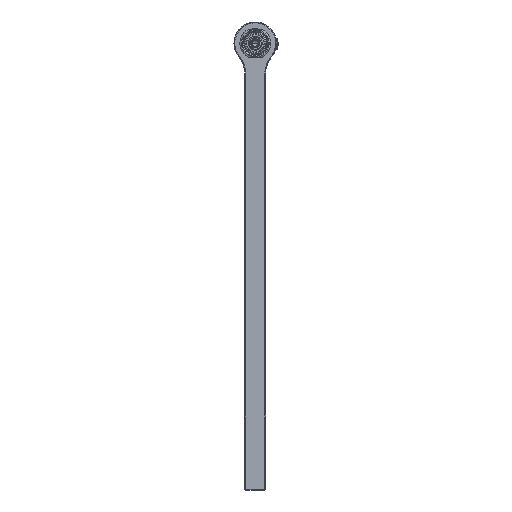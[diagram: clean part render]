
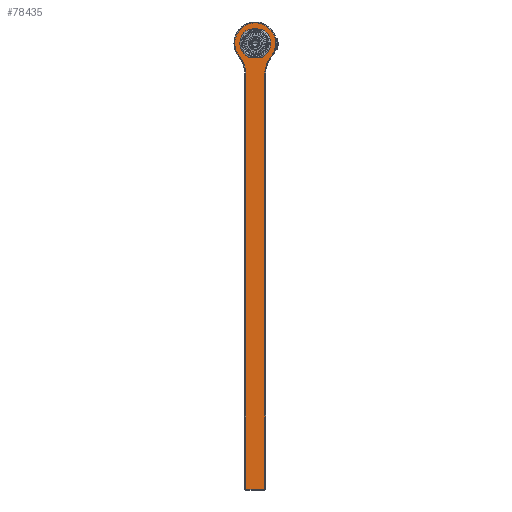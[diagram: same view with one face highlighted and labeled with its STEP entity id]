
A CAD part, top view. The second image highlights one B-rep face of the part: STEP entity #78435.
In plain terms, the highlighted planar face has unit normal (0, 0, 1).
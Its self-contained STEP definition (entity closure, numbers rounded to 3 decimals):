
#77517=DIRECTION('',(0.,1.,0.));
#77518=VECTOR('',#77517,15.073);
#77519=CARTESIAN_POINT('',(0.345,-16.195,3.636));
#77520=LINE('',#77519,#77518);
#77530=DIRECTION('',(1.,0.,0.));
#77531=VECTOR('',#77530,0.69);
#77532=CARTESIAN_POINT('',(-0.345,-16.195,3.636));
#77533=LINE('',#77532,#77531);
#77548=CARTESIAN_POINT('',(0.,0.,3.636));
#77549=DIRECTION('',(0.,0.,1.));
#77550=DIRECTION('',(1.,0.,0.));
#77551=AXIS2_PLACEMENT_3D('',#77548,#77549,#77550);
#77553=CARTESIAN_POINT('',(0.,0.,3.636));
#77554=DIRECTION('',(0.,0.,1.));
#77555=DIRECTION('',(-1.,0.,0.));
#77556=AXIS2_PLACEMENT_3D('',#77553,#77554,#77555);
#77567=DIRECTION('',(0.,-1.,0.));
#77568=VECTOR('',#77567,15.073);
#77569=CARTESIAN_POINT('',(-0.345,-1.122,3.636));
#77570=LINE('',#77569,#77568);
#77605=CARTESIAN_POINT('',(-1.375,-1.122,3.636));
#77606=DIRECTION('',(0.,0.,-1.));
#77607=DIRECTION('',(0.775,0.632,0.));
#77608=AXIS2_PLACEMENT_3D('',#77605,#77606,#77607);
#77620=CARTESIAN_POINT('',(0.577,-0.471,3.636));
#77621=CARTESIAN_POINT('',(0.612,-0.429,3.636));
#77622=CARTESIAN_POINT('',(0.67,-0.338,3.636));
#77623=CARTESIAN_POINT('',(0.728,-0.184,3.636));
#77624=CARTESIAN_POINT('',(0.75,-0.027,3.636));
#77625=CARTESIAN_POINT('',(0.739,0.129,3.636));
#77626=CARTESIAN_POINT('',(0.697,0.279,3.636));
#77627=CARTESIAN_POINT('',(0.623,0.418,3.636));
#77628=CARTESIAN_POINT('',(0.52,0.542,3.636));
#77629=CARTESIAN_POINT('',(0.389,0.642,3.636));
#77630=CARTESIAN_POINT('',(0.241,0.711,3.636));
#77631=CARTESIAN_POINT('',(0.081,0.746,3.636));
#77632=CARTESIAN_POINT('',(-0.082,0.746,3.636));
#77633=CARTESIAN_POINT('',(-0.241,0.711,3.636));
#77634=CARTESIAN_POINT('',(-0.389,0.642,3.636));
#77635=CARTESIAN_POINT('',(-0.52,0.542,3.636));
#77636=CARTESIAN_POINT('',(-0.624,0.418,3.636));
#77637=CARTESIAN_POINT('',(-0.697,0.278,3.636));
#77638=CARTESIAN_POINT('',(-0.739,0.128,3.636));
#77639=CARTESIAN_POINT('',(-0.75,-0.028,3.636));
#77640=CARTESIAN_POINT('',(-0.728,-0.184,3.636));
#77641=CARTESIAN_POINT('',(-0.67,-0.339,3.636));
#77642=CARTESIAN_POINT('',(-0.612,-0.429,3.636));
#77643=CARTESIAN_POINT('',(-0.577,-0.471,3.636));
#77663=CARTESIAN_POINT('',(1.375,-1.122,3.636));
#77664=DIRECTION('',(0.,0.,-1.));
#77665=DIRECTION('',(-1.,0.,0.));
#77666=AXIS2_PLACEMENT_3D('',#77663,#77664,#77665);
#78075=CARTESIAN_POINT('',(0.345,-1.122,3.636));
#78076=CARTESIAN_POINT('',(0.577,-0.471,3.636));
#78077=VERTEX_POINT('',#78075);
#78078=VERTEX_POINT('',#78076);
#78083=VERTEX_POINT('',#77643);
#78086=CARTESIAN_POINT('',(-0.345,-1.122,3.636));
#78087=VERTEX_POINT('',#78086);
#78105=CARTESIAN_POINT('',(-0.345,-16.195,3.636));
#78106=CARTESIAN_POINT('',(0.345,-16.195,3.636));
#78107=VERTEX_POINT('',#78105);
#78108=VERTEX_POINT('',#78106);
#78133=CARTESIAN_POINT('',(0.53,0.,3.636));
#78134=CARTESIAN_POINT('',(-0.53,0.,3.636));
#78135=VERTEX_POINT('',#78133);
#78136=VERTEX_POINT('',#78134);
#78412=CARTESIAN_POINT('',(0.,0.,3.636));
#78413=DIRECTION('',(0.,0.,1.));
#78414=DIRECTION('',(0.,-1.,0.));
#78415=AXIS2_PLACEMENT_3D('',#78412,#78413,#78414);
#78416=PLANE('',#78415);
#78417=ORIENTED_EDGE('',*,*,#78402,.F.);
#78419=ORIENTED_EDGE('',*,*,#78418,.F.);
#78421=ORIENTED_EDGE('',*,*,#78420,.F.);
#78423=ORIENTED_EDGE('',*,*,#78422,.F.);
#78425=ORIENTED_EDGE('',*,*,#78424,.F.);
#78426=ORIENTED_EDGE('',*,*,#78377,.F.);
#78427=EDGE_LOOP('',(#78417,#78419,#78421,#78423,#78425,#78426));
#78428=FACE_OUTER_BOUND('',#78427,.F.);
#78430=ORIENTED_EDGE('',*,*,#78429,.T.);
#78432=ORIENTED_EDGE('',*,*,#78431,.T.);
#78433=EDGE_LOOP('',(#78430,#78432));
#78434=FACE_BOUND('',#78433,.F.);
#78435=ADVANCED_FACE('',(#78428,#78434),#78416,.T.);
#77552=CIRCLE('',#77551,0.53);
#77557=CIRCLE('',#77556,0.53);
#77609=CIRCLE('',#77608,1.03);
#77644=B_SPLINE_CURVE_WITH_KNOTS('',3,(#77620,#77621,#77622,#77623,#77624,
#77625,#77626,#77627,#77628,#77629,#77630,#77631,#77632,#77633,#77634,#77635,
#77636,#77637,#77638,#77639,#77640,#77641,#77642,#77643),.UNSPECIFIED.,.F.,.F.,(
4,1,1,1,1,1,1,1,1,1,1,1,1,1,1,1,1,1,1,1,1,4),(0.,0.048,
0.095,0.143,0.19,0.238,
0.286,0.333,0.381,0.429,
0.476,0.524,0.571,0.619,
0.667,0.714,0.762,0.81,
0.857,0.905,0.952,1.),.UNSPECIFIED.);
#77667=CIRCLE('',#77666,1.03);
#78377=EDGE_CURVE('',#78108,#78077,#77520,.T.);
#78402=EDGE_CURVE('',#78107,#78108,#77533,.T.);
#78418=EDGE_CURVE('',#78087,#78107,#77570,.T.);
#78420=EDGE_CURVE('',#78083,#78087,#77609,.T.);
#78422=EDGE_CURVE('',#78078,#78083,#77644,.T.);
#78424=EDGE_CURVE('',#78077,#78078,#77667,.T.);
#78429=EDGE_CURVE('',#78135,#78136,#77552,.T.);
#78431=EDGE_CURVE('',#78136,#78135,#77557,.T.);
